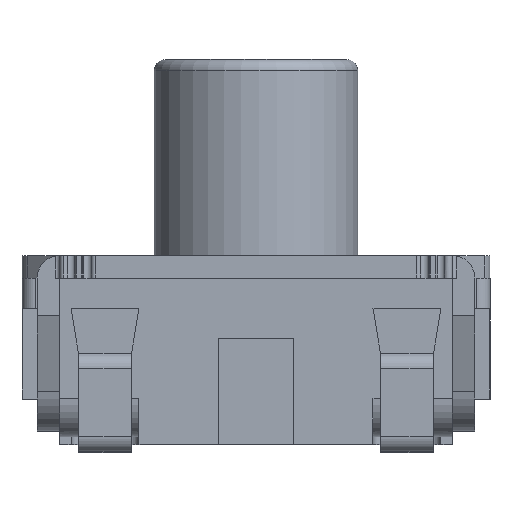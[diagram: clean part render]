
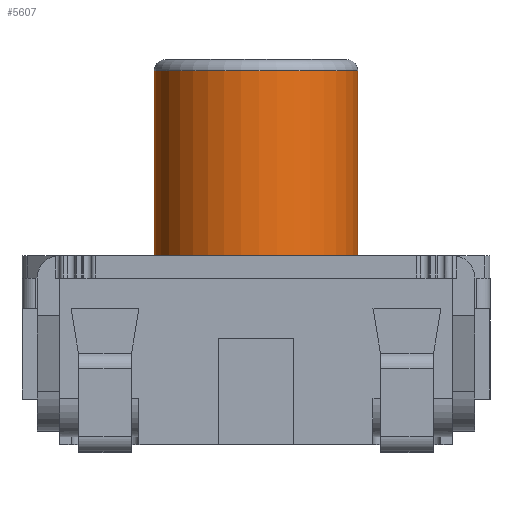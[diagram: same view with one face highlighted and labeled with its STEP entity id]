
A CAD part, top view. The second image highlights one B-rep face of the part: STEP entity #5607.
In plain terms, the highlighted cylindrical face has radius 1.35 mm (diameter 2.7 mm), a full revolution.
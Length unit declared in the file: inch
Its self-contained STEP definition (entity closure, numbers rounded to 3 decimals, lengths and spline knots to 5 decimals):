
#246=LINE('',#8129,#899);
#899=VECTOR('',#6459,0.05315);
#1552=CYLINDRICAL_SURFACE('',#5941,0.05315);
#1645=FACE_OUTER_BOUND('',#1955,.T.);
#1955=EDGE_LOOP('',(#3888,#3889,#3890,#3891,#3892));
#2274=CIRCLE('',#5939,0.05315);
#2275=CIRCLE('',#5940,0.05315);
#2276=CIRCLE('',#5942,0.05315);
#2472=VERTEX_POINT('',#8122);
#2473=VERTEX_POINT('',#8124);
#2474=VERTEX_POINT('',#8128);
#3025=EDGE_CURVE('',#2472,#2473,#2274,.T.);
#3026=EDGE_CURVE('',#2473,#2472,#2275,.T.);
#3027=EDGE_CURVE('',#2473,#2474,#246,.T.);
#3028=EDGE_CURVE('',#2474,#2474,#2276,.T.);
#3888=ORIENTED_EDGE('',*,*,#3025,.F.);
#3889=ORIENTED_EDGE('',*,*,#3026,.F.);
#3890=ORIENTED_EDGE('',*,*,#3027,.T.);
#3891=ORIENTED_EDGE('',*,*,#3028,.F.);
#3892=ORIENTED_EDGE('',*,*,#3027,.F.);
#5607=ADVANCED_FACE('',(#1645),#1552,.T.);
#5939=AXIS2_PLACEMENT_3D('',#8125,#6453,#6454);
#5940=AXIS2_PLACEMENT_3D('',#8126,#6455,#6456);
#5941=AXIS2_PLACEMENT_3D('',#8127,#6457,#6458);
#5942=AXIS2_PLACEMENT_3D('',#8130,#6460,#6461);
#6453=DIRECTION('center_axis',(0.,1.,0.));
#6454=DIRECTION('ref_axis',(-0.979,0.,0.203));
#6455=DIRECTION('center_axis',(0.,1.,0.));
#6456=DIRECTION('ref_axis',(-0.979,0.,0.203));
#6457=DIRECTION('center_axis',(0.,1.,0.));
#6458=DIRECTION('ref_axis',(0.979,0.,-0.203));
#6459=DIRECTION('',(0.,-1.,0.));
#6460=DIRECTION('center_axis',(0.,-1.,0.));
#6461=DIRECTION('ref_axis',(0.979,0.,-0.203));
#8122=CARTESIAN_POINT('',(-0.12228,0.32549,0.21674));
#8124=CARTESIAN_POINT('',(-0.18509,0.32549,0.17546));
#8125=CARTESIAN_POINT('Origin',(-0.13305,0.32549,0.1647));
#8126=CARTESIAN_POINT('Origin',(-0.13305,0.32549,0.1647));
#8127=CARTESIAN_POINT('Origin',(-0.13305,0.21722,0.1647));
#8128=CARTESIAN_POINT('',(-0.18509,0.21722,0.17546));
#8129=CARTESIAN_POINT('',(-0.18509,0.21722,0.17546));
#8130=CARTESIAN_POINT('Origin',(-0.13305,0.21722,0.1647));
